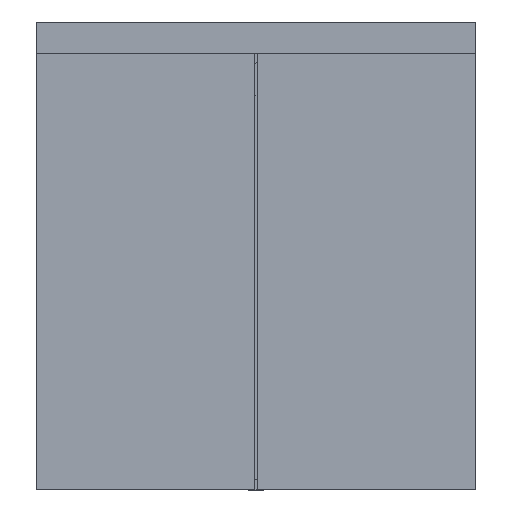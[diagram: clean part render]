
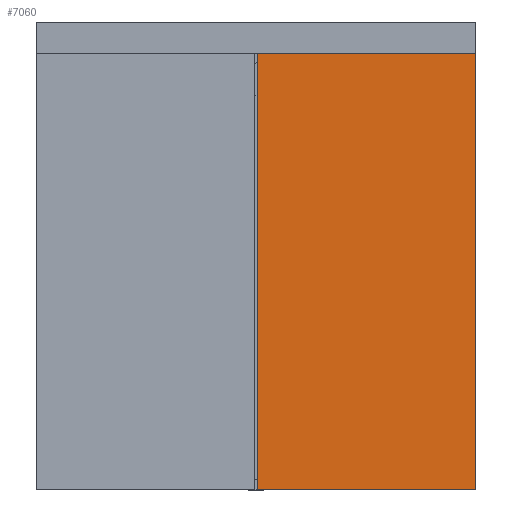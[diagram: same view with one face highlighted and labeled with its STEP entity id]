
A CAD part, top view. The second image highlights one B-rep face of the part: STEP entity #7060.
In plain terms, the highlighted face is planar.
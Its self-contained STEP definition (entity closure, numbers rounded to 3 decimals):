
#6981=DIRECTION('',(0.,0.,1.));
#6982=VECTOR('',#6981,700.);
#6983=CARTESIAN_POINT('',(-175.5,0.,-350.));
#6984=LINE('',#6983,#6982);
#6985=DIRECTION('',(1.,0.,0.));
#6986=VECTOR('',#6985,351.);
#6987=CARTESIAN_POINT('',(-175.5,0.,350.));
#6988=LINE('',#6987,#6986);
#6989=DIRECTION('',(0.,0.,-1.));
#6990=VECTOR('',#6989,700.);
#6991=CARTESIAN_POINT('',(175.5,0.,350.));
#6992=LINE('',#6991,#6990);
#6993=DIRECTION('',(-1.,0.,0.));
#6994=VECTOR('',#6993,351.);
#6995=CARTESIAN_POINT('',(175.5,0.,-350.));
#6996=LINE('',#6995,#6994);
#7029=CARTESIAN_POINT('',(-175.5,0.,-350.));
#7030=CARTESIAN_POINT('',(-175.5,0.,350.));
#7031=VERTEX_POINT('',#7029);
#7032=VERTEX_POINT('',#7030);
#7033=CARTESIAN_POINT('',(175.5,0.,350.));
#7034=VERTEX_POINT('',#7033);
#7035=CARTESIAN_POINT('',(175.5,0.,-350.));
#7036=VERTEX_POINT('',#7035);
#7045=CARTESIAN_POINT('',(0.,0.,0.));
#7046=DIRECTION('',(0.,1.,0.));
#7047=DIRECTION('',(1.,0.,0.));
#7048=AXIS2_PLACEMENT_3D('',#7045,#7046,#7047);
#7049=PLANE('',#7048);
#7051=ORIENTED_EDGE('',*,*,#7050,.T.);
#7053=ORIENTED_EDGE('',*,*,#7052,.T.);
#7055=ORIENTED_EDGE('',*,*,#7054,.T.);
#7057=ORIENTED_EDGE('',*,*,#7056,.T.);
#7058=EDGE_LOOP('',(#7051,#7053,#7055,#7057));
#7059=FACE_OUTER_BOUND('',#7058,.F.);
#7060=ADVANCED_FACE('',(#7059),#7049,.F.);
#7050=EDGE_CURVE('',#7031,#7032,#6984,.T.);
#7052=EDGE_CURVE('',#7032,#7034,#6988,.T.);
#7054=EDGE_CURVE('',#7034,#7036,#6992,.T.);
#7056=EDGE_CURVE('',#7036,#7031,#6996,.T.);
